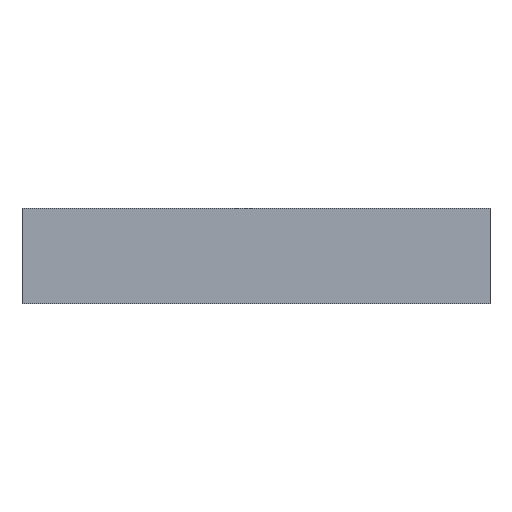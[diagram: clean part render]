
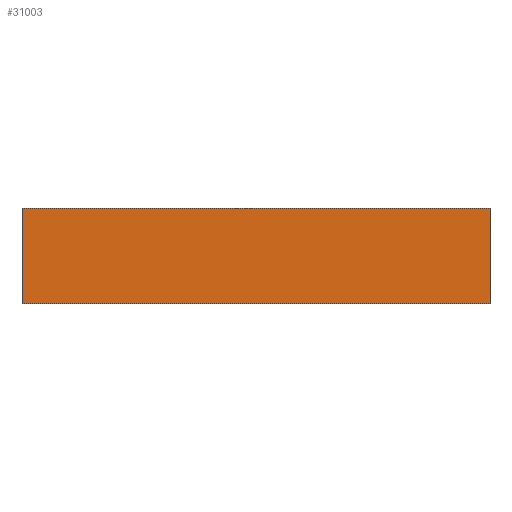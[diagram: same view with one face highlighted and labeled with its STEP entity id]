
A CAD part, front view. The second image highlights one B-rep face of the part: STEP entity #31003.
In plain terms, the highlighted planar face has unit normal (0, -1, 0).
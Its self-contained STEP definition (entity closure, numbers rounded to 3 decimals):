
#784 = EDGE_CURVE ( 'NONE', #17159, #7832, #34577, .T. ) ;
#1440 = ORIENTED_EDGE ( 'NONE', *, *, #33419, .T. ) ;
#1861 = CARTESIAN_POINT ( 'NONE',  ( 320., -20., 65. ) ) ;
#4271 = CARTESIAN_POINT ( 'NONE',  ( 320., -20., 65. ) ) ;
#5333 = CARTESIAN_POINT ( 'NONE',  ( -320., -20., -65. ) ) ;
#5953 = VECTOR ( 'NONE', #14340, 1000. ) ;
#7313 = DIRECTION ( 'NONE',  ( 0., 0., -1. ) ) ;
#7832 = VERTEX_POINT ( 'NONE', #1861 ) ;
#9466 = CARTESIAN_POINT ( 'NONE',  ( -320., -20., 65. ) ) ;
#9819 = DIRECTION ( 'NONE',  ( 0., 0., 1. ) ) ;
#10864 = VERTEX_POINT ( 'NONE', #5333 ) ;
#12670 = FACE_OUTER_BOUND ( 'NONE', #27390, .T. ) ;
#14340 = DIRECTION ( 'NONE',  ( 1., 0., 0. ) ) ;
#15185 = DIRECTION ( 'NONE',  ( 0., -1., 0. ) ) ;
#15910 = ORIENTED_EDGE ( 'NONE', *, *, #28633, .T. ) ;
#17026 = LINE ( 'NONE', #27975, #5953 ) ;
#17159 = VERTEX_POINT ( 'NONE', #24190 ) ;
#17473 = AXIS2_PLACEMENT_3D ( 'NONE', #17865, #15185, #23792 ) ;
#17865 = CARTESIAN_POINT ( 'NONE',  ( 0., -20., 0. ) ) ;
#18584 = EDGE_CURVE ( 'NONE', #7832, #22032, #19077, .T. ) ;
#19077 = LINE ( 'NONE', #27161, #30486 ) ;
#19435 = ORIENTED_EDGE ( 'NONE', *, *, #784, .T. ) ;
#22032 = VERTEX_POINT ( 'NONE', #27690 ) ;
#23437 = LINE ( 'NONE', #9466, #33229 ) ;
#23792 = DIRECTION ( 'NONE',  ( 0., 0., -1. ) ) ;
#24190 = CARTESIAN_POINT ( 'NONE',  ( 320., -20., -65. ) ) ;
#24818 = DIRECTION ( 'NONE',  ( -1., 0., 0. ) ) ;
#27161 = CARTESIAN_POINT ( 'NONE',  ( -320., -20., 65. ) ) ;
#27390 = EDGE_LOOP ( 'NONE', ( #1440, #15910, #19435, #28463 ) ) ;
#27690 = CARTESIAN_POINT ( 'NONE',  ( -320., -20., 65. ) ) ;
#27975 = CARTESIAN_POINT ( 'NONE',  ( -320., -20., -65. ) ) ;
#28463 = ORIENTED_EDGE ( 'NONE', *, *, #18584, .T. ) ;
#28633 = EDGE_CURVE ( 'NONE', #10864, #17159, #17026, .T. ) ;
#30486 = VECTOR ( 'NONE', #24818, 1000. ) ;
#31003 = ADVANCED_FACE ( 'NONE', ( #12670 ), #34914, .T. ) ;
#32454 = VECTOR ( 'NONE', #9819, 1000. ) ;
#33229 = VECTOR ( 'NONE', #7313, 1000. ) ;
#33419 = EDGE_CURVE ( 'NONE', #22032, #10864, #23437, .T. ) ;
#34577 = LINE ( 'NONE', #4271, #32454 ) ;
#34914 = PLANE ( 'NONE',  #17473 ) ;
